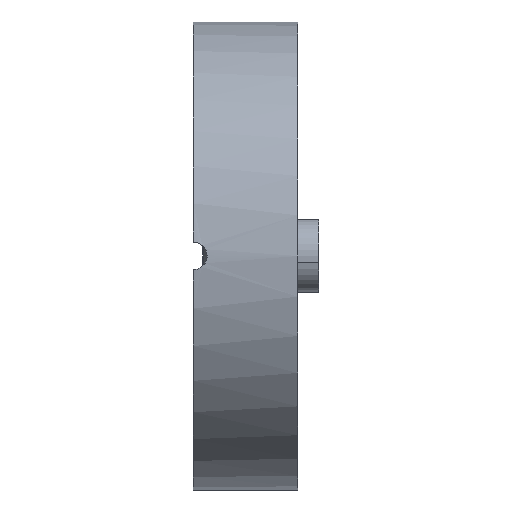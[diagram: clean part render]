
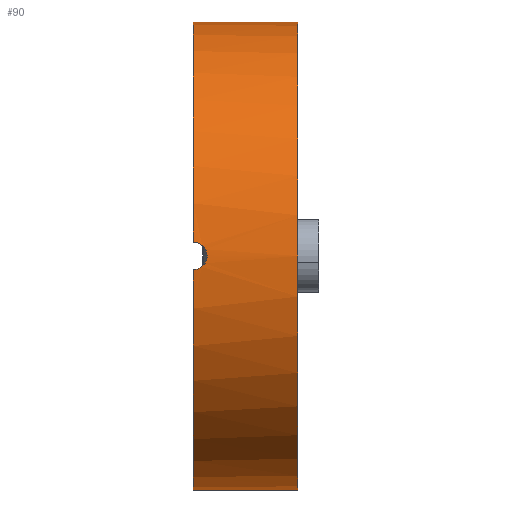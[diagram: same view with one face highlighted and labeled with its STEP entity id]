
A CAD part, left-side view. The second image highlights one B-rep face of the part: STEP entity #90.
In plain terms, the highlighted cylindrical face has radius 17 mm (diameter 34 mm), a partial arc.
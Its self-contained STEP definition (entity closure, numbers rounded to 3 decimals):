
#11 = DIRECTION ( 'NONE',  ( 0., 0., 1. ) ) ;
#37 = VECTOR ( 'NONE', #409, 1000. ) ;
#80 = CARTESIAN_POINT ( 'NONE',  ( -16.998, -0.974, 0.263 ) ) ;
#90 = ADVANCED_FACE ( 'NONE', ( #1338 ), #1482, .T. ) ;
#113 = CARTESIAN_POINT ( 'NONE',  ( 0., -7.6, 0. ) ) ;
#142 = CARTESIAN_POINT ( 'NONE',  ( 0., 0., 0. ) ) ;
#185 = ORIENTED_EDGE ( 'NONE', *, *, #1246, .T. ) ;
#198 = CARTESIAN_POINT ( 'NONE',  ( -16.993, -0.874, -0.503 ) ) ;
#200 = VERTEX_POINT ( 'NONE', #997 ) ;
#212 = CARTESIAN_POINT ( 'NONE',  ( -16.978, -0.521, -0.893 ) ) ;
#225 = CARTESIAN_POINT ( 'NONE',  ( -16.971, -0.132, 1. ) ) ;
#230 = ORIENTED_EDGE ( 'NONE', *, *, #1230, .F. ) ;
#250 = AXIS2_PLACEMENT_3D ( 'NONE', #142, #1634, #11 ) ;
#274 = CIRCLE ( 'NONE', #732, 17. ) ;
#313 = CARTESIAN_POINT ( 'NONE',  ( 0., -7.6, 17. ) ) ;
#316 = AXIS2_PLACEMENT_3D ( 'NONE', #628, #1247, #1643 ) ;
#317 = ORIENTED_EDGE ( 'NONE', *, *, #1849, .T. ) ;
#335 = CARTESIAN_POINT ( 'NONE',  ( -16.993, -0.874, 0.503 ) ) ;
#339 = CARTESIAN_POINT ( 'NONE',  ( -16.971, 0., 1. ) ) ;
#359 = CARTESIAN_POINT ( 'NONE',  ( -16.989, -0.799, 0.615 ) ) ;
#370 = CIRCLE ( 'NONE', #316, 17. ) ;
#386 = ORIENTED_EDGE ( 'NONE', *, *, #969, .F. ) ;
#409 = DIRECTION ( 'NONE',  ( 0., 1., 0. ) ) ;
#411 = ORIENTED_EDGE ( 'NONE', *, *, #1358, .F. ) ;
#424 = B_SPLINE_CURVE_WITH_KNOTS ( 'NONE', 3,
 ( #1798, #225, #1521, #1651, #1351, #359, #335, #80, #1674, #1506, #653, #198, #1530, #212, #784, #1231 ),
 .UNSPECIFIED., .F., .F.,
 ( 4, 2, 2, 2, 2, 2, 2, 4 ),
 ( 0., 0., 0.001, 0.001, 0.002, 0.002, 0.002, 0.003 ),
 .UNSPECIFIED. ) ;
#432 = DIRECTION ( 'NONE',  ( 0., 0., 1. ) ) ;
#628 = CARTESIAN_POINT ( 'NONE',  ( 0., 0., 0. ) ) ;
#653 = CARTESIAN_POINT ( 'NONE',  ( -16.998, -0.974, -0.261 ) ) ;
#660 = DIRECTION ( 'NONE',  ( 0., 0., 1. ) ) ;
#732 = AXIS2_PLACEMENT_3D ( 'NONE', #1219, #1810, #660 ) ;
#758 = LINE ( 'NONE', #902, #896 ) ;
#784 = CARTESIAN_POINT ( 'NONE',  ( -16.971, -0.264, -1. ) ) ;
#896 = VECTOR ( 'NONE', #1052, 1000. ) ;
#902 = CARTESIAN_POINT ( 'NONE',  ( 0., -7.6, 17. ) ) ;
#969 = EDGE_CURVE ( 'NONE', #1538, #200, #370, .T. ) ;
#997 = CARTESIAN_POINT ( 'NONE',  ( -16.971, 0., -1. ) ) ;
#1005 = DIRECTION ( 'NONE',  ( 0., 1., 0. ) ) ;
#1052 = DIRECTION ( 'NONE',  ( 0., 1., 0. ) ) ;
#1073 = CARTESIAN_POINT ( 'NONE',  ( 0., -7.6, -17. ) ) ;
#1219 = CARTESIAN_POINT ( 'NONE',  ( 0., -7.6, 0. ) ) ;
#1230 = EDGE_CURVE ( 'NONE', #1891, #1538, #1252, .T. ) ;
#1231 = CARTESIAN_POINT ( 'NONE',  ( -16.971, 0., -1. ) ) ;
#1246 = EDGE_CURVE ( 'NONE', #1306, #1292, #758, .T. ) ;
#1247 = DIRECTION ( 'NONE',  ( 0., 1., 0. ) ) ;
#1252 = LINE ( 'NONE', #1445, #37 ) ;
#1292 = VERTEX_POINT ( 'NONE', #1771 ) ;
#1306 = VERTEX_POINT ( 'NONE', #313 ) ;
#1310 = AXIS2_PLACEMENT_3D ( 'NONE', #113, #1005, #432 ) ;
#1317 = CIRCLE ( 'NONE', #250, 17. ) ;
#1338 = FACE_OUTER_BOUND ( 'NONE', #1890, .T. ) ;
#1351 = CARTESIAN_POINT ( 'NONE',  ( -16.981, -0.615, 0.799 ) ) ;
#1358 = EDGE_CURVE ( 'NONE', #1528, #1292, #1317, .T. ) ;
#1445 = CARTESIAN_POINT ( 'NONE',  ( 0., -7.6, -17. ) ) ;
#1482 = CYLINDRICAL_SURFACE ( 'NONE', #1310, 17. ) ;
#1506 = CARTESIAN_POINT ( 'NONE',  ( -17., -1., -0.13 ) ) ;
#1521 = CARTESIAN_POINT ( 'NONE',  ( -16.972, -0.262, 0.974 ) ) ;
#1528 = VERTEX_POINT ( 'NONE', #339 ) ;
#1530 = CARTESIAN_POINT ( 'NONE',  ( -16.989, -0.801, -0.613 ) ) ;
#1538 = VERTEX_POINT ( 'NONE', #1655 ) ;
#1634 = DIRECTION ( 'NONE',  ( 0., 1., 0. ) ) ;
#1643 = DIRECTION ( 'NONE',  ( 0., 0., 1. ) ) ;
#1648 = ORIENTED_EDGE ( 'NONE', *, *, #1892, .T. ) ;
#1651 = CARTESIAN_POINT ( 'NONE',  ( -16.978, -0.504, 0.874 ) ) ;
#1655 = CARTESIAN_POINT ( 'NONE',  ( 0., 0., -17. ) ) ;
#1674 = CARTESIAN_POINT ( 'NONE',  ( -17., -1., 0.131 ) ) ;
#1771 = CARTESIAN_POINT ( 'NONE',  ( 0., 0., 17. ) ) ;
#1798 = CARTESIAN_POINT ( 'NONE',  ( -16.971, 0., 1. ) ) ;
#1810 = DIRECTION ( 'NONE',  ( 0., 1., 0. ) ) ;
#1849 = EDGE_CURVE ( 'NONE', #1528, #200, #424, .T. ) ;
#1890 = EDGE_LOOP ( 'NONE', ( #230, #1648, #185, #411, #317, #386 ) ) ;
#1891 = VERTEX_POINT ( 'NONE', #1073 ) ;
#1892 = EDGE_CURVE ( 'NONE', #1891, #1306, #274, .T. ) ;
